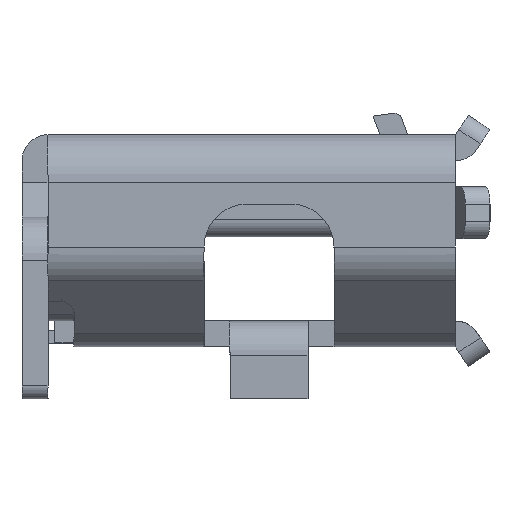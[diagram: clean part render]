
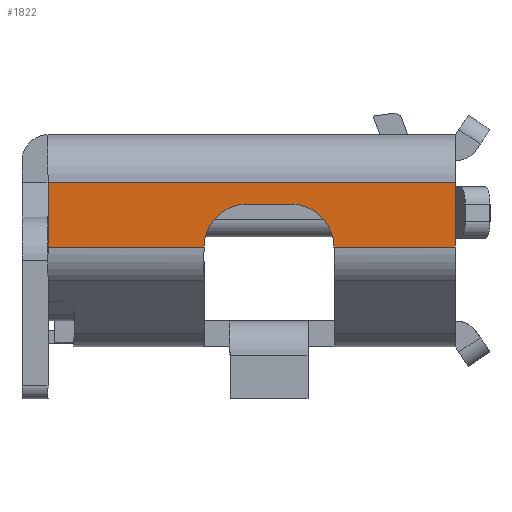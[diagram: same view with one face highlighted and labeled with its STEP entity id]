
A CAD part, left-side view. The second image highlights one B-rep face of the part: STEP entity #1822.
In plain terms, the highlighted planar face has unit normal (-1, 0, 0).
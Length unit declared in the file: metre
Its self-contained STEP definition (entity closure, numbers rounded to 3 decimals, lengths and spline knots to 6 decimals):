
#1772 = EDGE_CURVE( '', #5275, #5276, #5277, .T. );
#1822 = ADVANCED_FACE( '', ( #5368 ), #5369, .T. );
#1854 = EDGE_CURVE( '', #5423, #5424, #5425, .T. );
#2076 = EDGE_CURVE( '', #5827, #5828, #5829, .T. );
#2546 = EDGE_CURVE( '', #5672, #5827, #6622, .T. );
#2770 = EDGE_CURVE( '', #5424, #5672, #6966, .T. );
#2772 = EDGE_CURVE( '', #5828, #5275, #6968, .T. );
#3698 = EDGE_CURVE( '', #5483, #7213, #8219, .T. );
#4194 = EDGE_CURVE( '', #6518, #7213, #8822, .T. );
#4354 = EDGE_CURVE( '', #5423, #5483, #9016, .T. );
#5074 = EDGE_CURVE( '', #5276, #6518, #9845, .T. );
#5275 = VERTEX_POINT( '', #10061 );
#5276 = VERTEX_POINT( '', #10062 );
#5277 = LINE( '', #10063, #10064 );
#5368 = FACE_OUTER_BOUND( '', #10183, .T. );
#5369 = PLANE( '', #10184 );
#5423 = VERTEX_POINT( '', #10255 );
#5424 = VERTEX_POINT( '', #10256 );
#5425 = LINE( '', #10257, #10258 );
#5483 = VERTEX_POINT( '', #10339 );
#5672 = VERTEX_POINT( '', #10606 );
#5827 = VERTEX_POINT( '', #10820 );
#5828 = VERTEX_POINT( '', #10821 );
#5829 = LINE( '', #10822, #10823 );
#6518 = VERTEX_POINT( '', #11795 );
#6622 = CIRCLE( '', #11947, 0.0005 );
#6966 = LINE( '', #12439, #12440 );
#6968 = CIRCLE( '', #12443, 0.0005 );
#7213 = VERTEX_POINT( '', #12807 );
#8219 = LINE( '', #14341, #14342 );
#8822 = LINE( '', #15284, #15285 );
#9016 = LINE( '', #15578, #15579 );
#9845 = LINE( '', #16888, #16889 );
#10061 = CARTESIAN_POINT( '', ( -0.00375, -0.001075, 0.001373 ) );
#10062 = CARTESIAN_POINT( '', ( -0.00375, -0.002475, 0.001373 ) );
#10063 = CARTESIAN_POINT( '', ( -0.00375, 0.002225, 0.001373 ) );
#10064 = VECTOR( '', #17220, 1. );
#10183 = EDGE_LOOP( '', ( #17312, #17313, #17314, #17315, #17316, #17317, #17318, #17319, #17320, #17321 ) );
#10184 = AXIS2_PLACEMENT_3D( '', #17322, #17323, #17324 );
#10255 = CARTESIAN_POINT( '', ( -0.00375, 0.002225, 0.002119 ) );
#10256 = CARTESIAN_POINT( '', ( -0.00375, 0.002225, 0.001373 ) );
#10257 = CARTESIAN_POINT( '', ( -0.00375, 0.002225, 0.001444 ) );
#10258 = VECTOR( '', #17391, 1. );
#10339 = CARTESIAN_POINT( '', ( -0.00375, -0.002475, 0.002119 ) );
#10606 = CARTESIAN_POINT( '', ( -0.00375, 0.000425, 0.001373 ) );
#10820 = CARTESIAN_POINT( '', ( -0.00375, -0.000075, 0.001869 ) );
#10821 = CARTESIAN_POINT( '', ( -0.00375, -0.000575, 0.001869 ) );
#10822 = CARTESIAN_POINT( '', ( -0.00375, 0.002225, 0.001869 ) );
#10823 = VECTOR( '', #17793, 1. );
#11795 = CARTESIAN_POINT( '', ( -0.00375, -0.002475, 0.001469 ) );
#11947 = AXIS2_PLACEMENT_3D( '', #18577, #18578, #18579 );
#12439 = CARTESIAN_POINT( '', ( -0.00375, 0.002225, 0.001373 ) );
#12440 = VECTOR( '', #18980, 1. );
#12443 = AXIS2_PLACEMENT_3D( '', #18981, #18982, #18983 );
#12807 = CARTESIAN_POINT( '', ( -0.00375, -0.002475, 0.002069 ) );
#14341 = CARTESIAN_POINT( '', ( -0.00375, -0.002475, 0.001444 ) );
#14342 = VECTOR( '', #20537, 1. );
#15284 = CARTESIAN_POINT( '', ( -0.00375, -0.002475, 0.002119 ) );
#15285 = VECTOR( '', #21445, 1. );
#15578 = CARTESIAN_POINT( '', ( -0.00375, 0.002225, 0.002119 ) );
#15579 = VECTOR( '', #21760, 1. );
#16888 = CARTESIAN_POINT( '', ( -0.00375, -0.002475, 0.002119 ) );
#16889 = VECTOR( '', #23051, 1. );
#17220 = DIRECTION( '', ( 0., -1., 0. ) );
#17312 = ORIENTED_EDGE( '', *, *, #2770, .T. );
#17313 = ORIENTED_EDGE( '', *, *, #2546, .T. );
#17314 = ORIENTED_EDGE( '', *, *, #2076, .T. );
#17315 = ORIENTED_EDGE( '', *, *, #2772, .T. );
#17316 = ORIENTED_EDGE( '', *, *, #1772, .T. );
#17317 = ORIENTED_EDGE( '', *, *, #5074, .T. );
#17318 = ORIENTED_EDGE( '', *, *, #4194, .T. );
#17319 = ORIENTED_EDGE( '', *, *, #3698, .F. );
#17320 = ORIENTED_EDGE( '', *, *, #4354, .F. );
#17321 = ORIENTED_EDGE( '', *, *, #1854, .T. );
#17322 = CARTESIAN_POINT( '', ( -0.00375, 0.002225, 0.002119 ) );
#17323 = DIRECTION( '', ( -1., 0., 0. ) );
#17324 = DIRECTION( '', ( 0., 0., 1. ) );
#17391 = DIRECTION( '', ( 0., 0., -1. ) );
#17793 = DIRECTION( '', ( 0., -1., 0. ) );
#18577 = CARTESIAN_POINT( '', ( -0.00375, -0.000075, 0.001369 ) );
#18578 = DIRECTION( '', ( 1., 0., 0. ) );
#18579 = DIRECTION( '', ( 0., 1., 0. ) );
#18980 = DIRECTION( '', ( 0., -1., 0. ) );
#18981 = CARTESIAN_POINT( '', ( -0.00375, -0.000575, 0.001369 ) );
#18982 = DIRECTION( '', ( 1., 0., 0. ) );
#18983 = DIRECTION( '', ( 0., 1., 0. ) );
#20537 = DIRECTION( '', ( 0., 0., -1. ) );
#21445 = DIRECTION( '', ( 0., 0., 1. ) );
#21760 = DIRECTION( '', ( 0., -1., 0. ) );
#23051 = DIRECTION( '', ( 0., 0., 1. ) );
